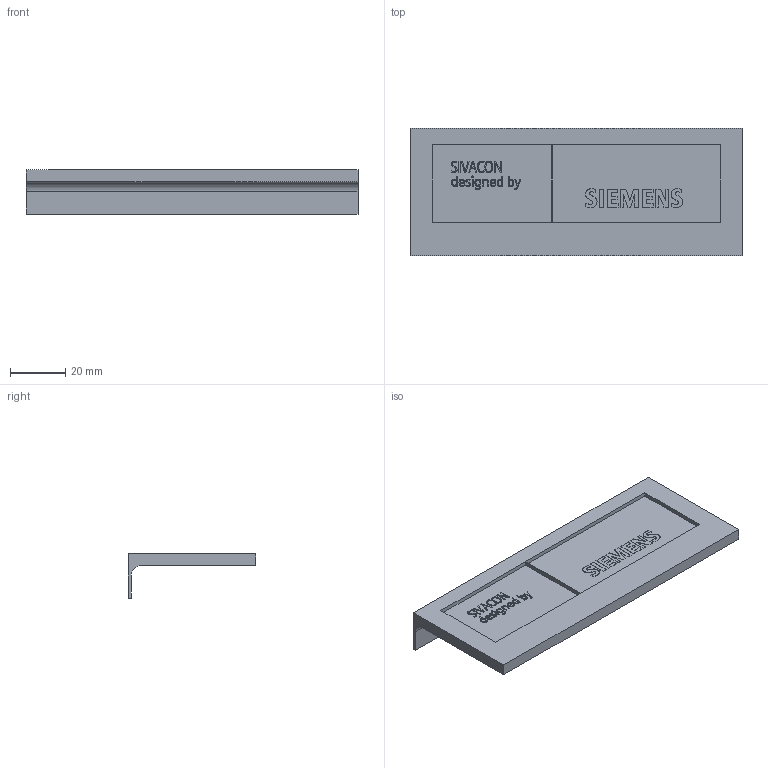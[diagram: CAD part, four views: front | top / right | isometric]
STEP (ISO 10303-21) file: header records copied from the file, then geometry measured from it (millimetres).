
FILE_DESCRIPTION(('STEP AP214'),'1');
FILE_NAME('cctmp_629CD21E-7C73-4F35-827A-853519307868_2023_03_30_10_05_26_0328..stp','2023-03-30T08:05:26',('SIEMENS A&D'),('CADClick - www.CADClick.com'),'Spatial InterOp 3D postprocessed',' ','unknown authorization');
FILE_SCHEMA(('AUTOMOTIVE_DESIGN'));
Length unit declared in the file: millimetre
Products named in the file (1): 2023_03_30_10_05_26_0318
Bounding box: 119.7 x 46.1 x 16 mm (x, y, z)
Volume: 21201.8 mm3; surface area: 15641.4 mm2
Topology: 1 solids, 1 shells, 247 faces, 630 edges, 420 vertices
Faces by surface type: plane 176, extrusion 70, cylinder 1
Entity records: 9600 total; most frequent: CARTESIAN_POINT 3090, ORIENTED_EDGE 1260, DIRECTION 916, EDGE_CURVE 630, VECTOR 556, LINE 486, VERTEX_POINT 420, EDGE_LOOP 282
